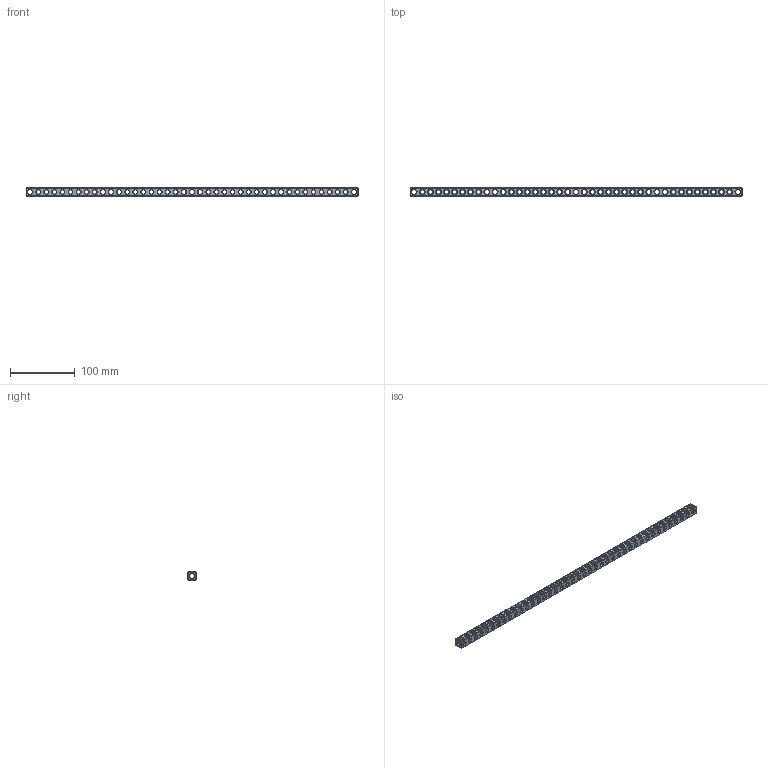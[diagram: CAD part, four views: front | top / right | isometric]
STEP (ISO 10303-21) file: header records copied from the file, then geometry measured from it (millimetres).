
FILE_DESCRIPTION(('FreeCAD Model'),'2;1');
FILE_NAME('Open CASCADE Shape Model','2021-05-30T22:11:17',( 'Paulo Kiefe'),('STEMFIE.org'),'Open CASCADE STEP processor 7.4', 'FreeCAD','Unknown');
FILE_SCHEMA(('AUTOMOTIVE_DESIGN { 1 0 10303 214 1 1 1 1 }'));
Products named in the file (1): Beam_STR_ESS_BU41x01x01_-_SPN-BEM-0078_(stemfie.org)
Bounding box: 512.5 x 12.5 x 12.5 mm (x, y, z)
Volume: 40024.6 mm3; surface area: 35759.8 mm2
Topology: 1 solids, 1 shells, 909 faces, 2983 edges, 1988 vertices
Faces by surface type: plane 374, cylinder 247, cone 166, extrusion 122
Full cylindrical faces by diameter (mm): 7 x206, 9.2 x41
Entity records: 86328 total; most frequent: CARTESIAN_POINT 30637, DIRECTION 9425, ORIENTED_EDGE 5966, PCURVE 5966, DEFINITIONAL_REPRESENTATION 5966, VECTOR 5093, LINE 4971, EDGE_CURVE 2983
